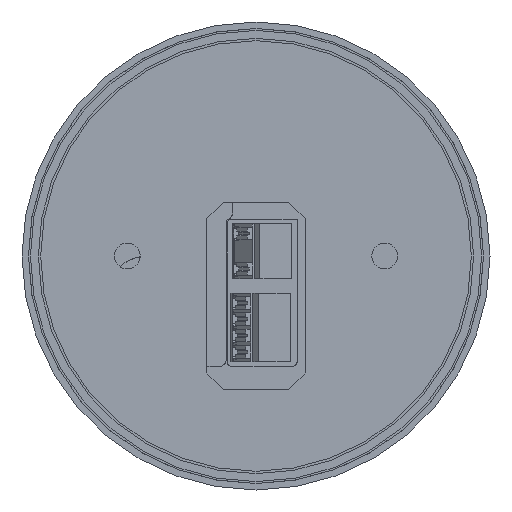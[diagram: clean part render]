
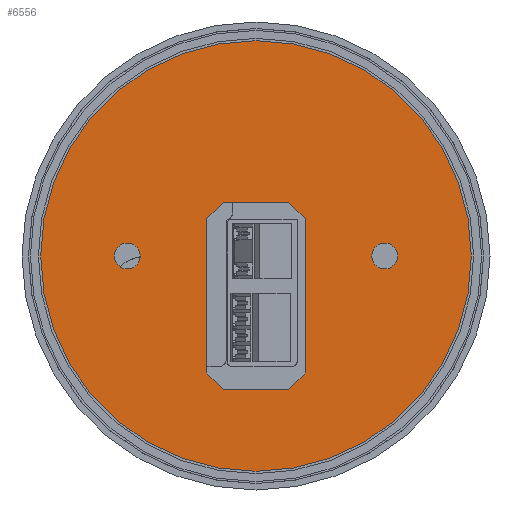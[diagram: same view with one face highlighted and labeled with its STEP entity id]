
A CAD part, front view. The second image highlights one B-rep face of the part: STEP entity #6556.
In plain terms, the highlighted planar face has unit normal (0, -1, 0).
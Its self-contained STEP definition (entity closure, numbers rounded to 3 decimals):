
#114 = CARTESIAN_POINT ( 'NONE',  ( 9.25, 0., 9.25 ) ) ;
#271 = VECTOR ( 'NONE', #3809, 1000. ) ;
#280 = AXIS2_PLACEMENT_3D ( 'NONE', #6440, #9179, #2118 ) ;
#396 = DIRECTION ( 'NONE',  ( 0., 1., 0. ) ) ;
#413 = CARTESIAN_POINT ( 'NONE',  ( 27.5, 0., 0. ) ) ;
#431 = AXIS2_PLACEMENT_3D ( 'NONE', #1819, #6190, #8300 ) ;
#442 = CIRCLE ( 'NONE', #7057, 2.75 ) ;
#540 = VECTOR ( 'NONE', #8685, 1000. ) ;
#552 = CARTESIAN_POINT ( 'NONE',  ( -10.5, 0., 11.5 ) ) ;
#610 = VERTEX_POINT ( 'NONE', #3913 ) ;
#736 = CIRCLE ( 'NONE', #1497, 2.75 ) ;
#766 = LINE ( 'NONE', #1478, #5237 ) ;
#1006 = VECTOR ( 'NONE', #5450, 1000. ) ;
#1014 = LINE ( 'NONE', #7372, #540 ) ;
#1153 = EDGE_CURVE ( 'NONE', #6943, #3680, #2282, .T. ) ;
#1232 = EDGE_CURVE ( 'NONE', #2345, #3502, #8351, .T. ) ;
#1355 = VECTOR ( 'NONE', #8579, 1000. ) ;
#1384 = ORIENTED_EDGE ( 'NONE', *, *, #6852, .T. ) ;
#1432 = DIRECTION ( 'NONE',  ( -0.707, 0., 0.707 ) ) ;
#1478 = CARTESIAN_POINT ( 'NONE',  ( -9.25, 0., 9.25 ) ) ;
#1489 = DIRECTION ( 'NONE',  ( 0.707, 0., -0.707 ) ) ;
#1497 = AXIS2_PLACEMENT_3D ( 'NONE', #7464, #396, #3233 ) ;
#1576 = EDGE_CURVE ( 'NONE', #3344, #6943, #7788, .T. ) ;
#1604 = CIRCLE ( 'NONE', #6106, 46. ) ;
#1726 = CARTESIAN_POINT ( 'NONE',  ( 7., 0., 11.5 ) ) ;
#1770 = FACE_OUTER_BOUND ( 'NONE', #4293, .T. ) ;
#1819 = CARTESIAN_POINT ( 'NONE',  ( 0., 0., 0. ) ) ;
#2022 = VERTEX_POINT ( 'NONE', #4070 ) ;
#2091 = ORIENTED_EDGE ( 'NONE', *, *, #1153, .T. ) ;
#2100 = CARTESIAN_POINT ( 'NONE',  ( 0., 0., 0. ) ) ;
#2118 = DIRECTION ( 'NONE',  ( 0., 0., 1. ) ) ;
#2282 = LINE ( 'NONE', #3521, #3693 ) ;
#2345 = VERTEX_POINT ( 'NONE', #8090 ) ;
#2571 = FACE_BOUND ( 'NONE', #6036, .T. ) ;
#2626 = LINE ( 'NONE', #552, #7174 ) ;
#2633 = CARTESIAN_POINT ( 'NONE',  ( 10.5, 0., 8. ) ) ;
#2851 = CARTESIAN_POINT ( 'NONE',  ( -10.5, 0., -28.5 ) ) ;
#2901 = CARTESIAN_POINT ( 'NONE',  ( 0., 0., -46. ) ) ;
#3092 = EDGE_CURVE ( 'NONE', #6123, #5837, #7230, .T. ) ;
#3203 = LINE ( 'NONE', #8883, #1006 ) ;
#3233 = DIRECTION ( 'NONE',  ( 0., 0., 1. ) ) ;
#3234 = EDGE_CURVE ( 'NONE', #2022, #5581, #736, .T. ) ;
#3290 = ORIENTED_EDGE ( 'NONE', *, *, #7942, .T. ) ;
#3344 = VERTEX_POINT ( 'NONE', #3424 ) ;
#3424 = CARTESIAN_POINT ( 'NONE',  ( 7., 0., -28.5 ) ) ;
#3502 = VERTEX_POINT ( 'NONE', #2901 ) ;
#3521 = CARTESIAN_POINT ( 'NONE',  ( -17.75, 0., -17.75 ) ) ;
#3559 = EDGE_CURVE ( 'NONE', #6315, #7654, #442, .T. ) ;
#3565 = DIRECTION ( 'NONE',  ( 0., 0., -1. ) ) ;
#3680 = VERTEX_POINT ( 'NONE', #5378 ) ;
#3693 = VECTOR ( 'NONE', #1432, 1000. ) ;
#3805 = DIRECTION ( 'NONE',  ( 0., 1., 0. ) ) ;
#3809 = DIRECTION ( 'NONE',  ( -1., 0., 0. ) ) ;
#3824 = DIRECTION ( 'NONE',  ( 0., -1., 0. ) ) ;
#3868 = EDGE_CURVE ( 'NONE', #3680, #610, #9192, .T. ) ;
#3913 = CARTESIAN_POINT ( 'NONE',  ( -10.5, 0., 8. ) ) ;
#4070 = CARTESIAN_POINT ( 'NONE',  ( -27.5, 0., -2.75 ) ) ;
#4154 = CARTESIAN_POINT ( 'NONE',  ( -10.5, 0., -28.5 ) ) ;
#4160 = EDGE_CURVE ( 'NONE', #6317, #3344, #1014, .T. ) ;
#4260 = VERTEX_POINT ( 'NONE', #7563 ) ;
#4293 = EDGE_LOOP ( 'NONE', ( #5222, #8038 ) ) ;
#4535 = ORIENTED_EDGE ( 'NONE', *, *, #8063, .T. ) ;
#4722 = CARTESIAN_POINT ( 'NONE',  ( 27.5, 0., 0. ) ) ;
#4780 = PLANE ( 'NONE',  #431 ) ;
#4848 = EDGE_CURVE ( 'NONE', #3502, #2345, #1604, .T. ) ;
#4878 = CARTESIAN_POINT ( 'NONE',  ( 10.5, 0., -25. ) ) ;
#5027 = ORIENTED_EDGE ( 'NONE', *, *, #4160, .T. ) ;
#5065 = CIRCLE ( 'NONE', #8521, 2.75 ) ;
#5141 = DIRECTION ( 'NONE',  ( 0., 0., -1. ) ) ;
#5222 = ORIENTED_EDGE ( 'NONE', *, *, #4848, .T. ) ;
#5237 = VECTOR ( 'NONE', #6644, 1000. ) ;
#5278 = ORIENTED_EDGE ( 'NONE', *, *, #8126, .T. ) ;
#5352 = DIRECTION ( 'NONE',  ( 0., 0., 1. ) ) ;
#5374 = ORIENTED_EDGE ( 'NONE', *, *, #3234, .T. ) ;
#5378 = CARTESIAN_POINT ( 'NONE',  ( -10.5, 0., -25. ) ) ;
#5450 = DIRECTION ( 'NONE',  ( 0., 0., -1. ) ) ;
#5581 = VERTEX_POINT ( 'NONE', #6189 ) ;
#5587 = CARTESIAN_POINT ( 'NONE',  ( 27.5, 0., 2.75 ) ) ;
#5611 = EDGE_LOOP ( 'NONE', ( #7593, #4535 ) ) ;
#5655 = AXIS2_PLACEMENT_3D ( 'NONE', #2100, #6516, #3565 ) ;
#5656 = ORIENTED_EDGE ( 'NONE', *, *, #5987, .T. ) ;
#5837 = VERTEX_POINT ( 'NONE', #2633 ) ;
#5987 = EDGE_CURVE ( 'NONE', #5581, #2022, #6447, .T. ) ;
#6036 = EDGE_LOOP ( 'NONE', ( #3290, #5027, #7542, #2091, #6668, #1384, #5278, #7310 ) ) ;
#6106 = AXIS2_PLACEMENT_3D ( 'NONE', #6640, #3824, #5141 ) ;
#6123 = VERTEX_POINT ( 'NONE', #1726 ) ;
#6189 = CARTESIAN_POINT ( 'NONE',  ( -27.5, 0., 2.75 ) ) ;
#6190 = DIRECTION ( 'NONE',  ( 0., 1., 0. ) ) ;
#6315 = VERTEX_POINT ( 'NONE', #5587 ) ;
#6317 = VERTEX_POINT ( 'NONE', #4878 ) ;
#6440 = CARTESIAN_POINT ( 'NONE',  ( -27.5, 0., 0. ) ) ;
#6447 = CIRCLE ( 'NONE', #280, 2.75 ) ;
#6471 = CARTESIAN_POINT ( 'NONE',  ( -7., 0., -28.5 ) ) ;
#6501 = CARTESIAN_POINT ( 'NONE',  ( 27.5, 0., -2.75 ) ) ;
#6516 = DIRECTION ( 'NONE',  ( 0., -1., 0. ) ) ;
#6556 = ADVANCED_FACE ( 'NONE', ( #2571, #7462, #8255, #1770 ), #4780, .F. ) ;
#6640 = CARTESIAN_POINT ( 'NONE',  ( 0., 0., 0. ) ) ;
#6644 = DIRECTION ( 'NONE',  ( 0.707, 0., 0.707 ) ) ;
#6668 = ORIENTED_EDGE ( 'NONE', *, *, #3868, .T. ) ;
#6827 = DIRECTION ( 'NONE',  ( 0., 1., 0. ) ) ;
#6852 = EDGE_CURVE ( 'NONE', #610, #4260, #766, .T. ) ;
#6943 = VERTEX_POINT ( 'NONE', #6471 ) ;
#7057 = AXIS2_PLACEMENT_3D ( 'NONE', #4722, #6827, #8292 ) ;
#7098 = DIRECTION ( 'NONE',  ( 1., 0., 0. ) ) ;
#7174 = VECTOR ( 'NONE', #7098, 1000. ) ;
#7230 = LINE ( 'NONE', #114, #8858 ) ;
#7310 = ORIENTED_EDGE ( 'NONE', *, *, #3092, .T. ) ;
#7372 = CARTESIAN_POINT ( 'NONE',  ( 17.75, 0., -17.75 ) ) ;
#7462 = FACE_BOUND ( 'NONE', #8291, .T. ) ;
#7464 = CARTESIAN_POINT ( 'NONE',  ( -27.5, 0., 0. ) ) ;
#7542 = ORIENTED_EDGE ( 'NONE', *, *, #1576, .T. ) ;
#7563 = CARTESIAN_POINT ( 'NONE',  ( -7., 0., 11.5 ) ) ;
#7593 = ORIENTED_EDGE ( 'NONE', *, *, #3559, .T. ) ;
#7654 = VERTEX_POINT ( 'NONE', #6501 ) ;
#7788 = LINE ( 'NONE', #2851, #271 ) ;
#7942 = EDGE_CURVE ( 'NONE', #5837, #6317, #3203, .T. ) ;
#8038 = ORIENTED_EDGE ( 'NONE', *, *, #1232, .T. ) ;
#8063 = EDGE_CURVE ( 'NONE', #7654, #6315, #5065, .T. ) ;
#8090 = CARTESIAN_POINT ( 'NONE',  ( 0., 0., 46. ) ) ;
#8126 = EDGE_CURVE ( 'NONE', #4260, #6123, #2626, .T. ) ;
#8255 = FACE_BOUND ( 'NONE', #5611, .T. ) ;
#8291 = EDGE_LOOP ( 'NONE', ( #5656, #5374 ) ) ;
#8292 = DIRECTION ( 'NONE',  ( 0., 0., 1. ) ) ;
#8300 = DIRECTION ( 'NONE',  ( 1., 0., 0. ) ) ;
#8351 = CIRCLE ( 'NONE', #5655, 46. ) ;
#8521 = AXIS2_PLACEMENT_3D ( 'NONE', #413, #3805, #5352 ) ;
#8579 = DIRECTION ( 'NONE',  ( 0., 0., 1. ) ) ;
#8685 = DIRECTION ( 'NONE',  ( -0.707, 0., -0.707 ) ) ;
#8858 = VECTOR ( 'NONE', #1489, 1000. ) ;
#8883 = CARTESIAN_POINT ( 'NONE',  ( 10.5, 0., -28.5 ) ) ;
#9179 = DIRECTION ( 'NONE',  ( 0., 1., 0. ) ) ;
#9192 = LINE ( 'NONE', #4154, #1355 ) ;
